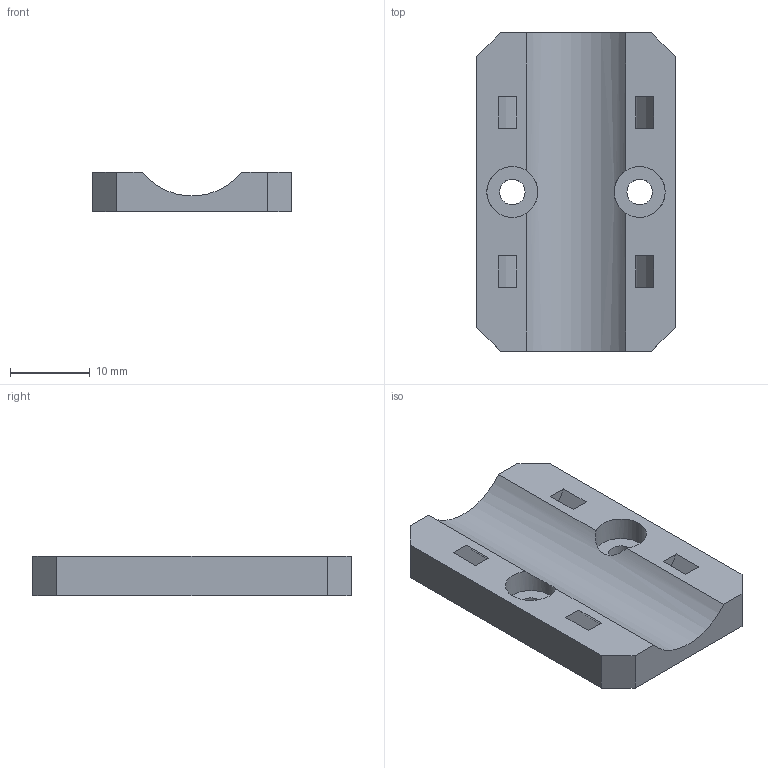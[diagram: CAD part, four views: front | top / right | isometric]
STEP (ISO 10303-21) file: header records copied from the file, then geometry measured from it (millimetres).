
FILE_DESCRIPTION(('FreeCAD Model'),'2;1');
FILE_NAME('x-wire-fastener-x1.step','2019-07-05T20:54:11', ('Author'),(''),'Open CASCADE STEP processor 6.8','FreeCAD','Unknown' );
FILE_SCHEMA(('AUTOMOTIVE_DESIGN_CC2 { 1 2 10303 214 -1 1 5 4 }'));
Length unit declared in the file: millimetre
Products named in the file (2): ASSEMBLY; x-wire-fastener
Assembly tree (1 placements, depth 2):
  ASSEMBLY
    x-wire-fastener
Bounding box: 25 x 40 x 5 mm (x, y, z)
Volume: 3362.2 mm3; surface area: 3003.7 mm2
Topology: 1 solids, 1 shells, 28 faces, 84 edges, 56 vertices
Faces by surface type: plane 17, cylinder 11
Full cylindrical faces by diameter (mm): 3.2 x2, 6.4 x2
Entity records: 2452 total; most frequent: CARTESIAN_POINT 820, DIRECTION 268, ORIENTED_EDGE 168, PCURVE 168, DEFINITIONAL_REPRESENTATION 168, LINE 141, VECTOR 141, EDGE_CURVE 84
